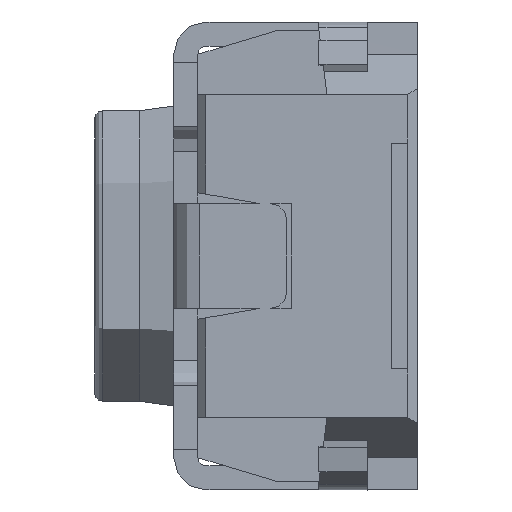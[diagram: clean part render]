
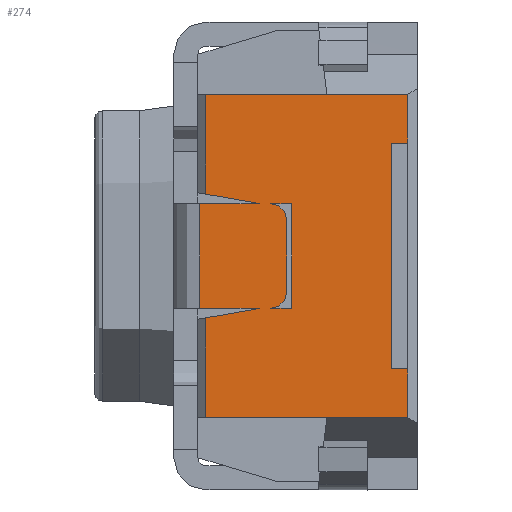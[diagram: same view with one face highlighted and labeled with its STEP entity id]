
A CAD part, left-side view. The second image highlights one B-rep face of the part: STEP entity #274.
In plain terms, the highlighted planar face has unit normal (-1, 0, 0).
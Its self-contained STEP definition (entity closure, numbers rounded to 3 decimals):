
#274=ADVANCED_FACE('NONE',(#766,#767),#768,.F.);
#766=FACE_BOUND('',#1477,.T.);
#767=FACE_OUTER_BOUND('',#1478,.T.);
#768=PLANE('',#1479);
#1477=EDGE_LOOP('',(#2222,#2223,#2224,#2225,#2226,#2227));
#1478=EDGE_LOOP('',(#2228,#2229,#2230,#2231,#2232,#2233,#2234,#2235,#2236,#2237,#2238,#2239,#2240,#2241));
#1479=AXIS2_PLACEMENT_3D('',#2242,#2243,#2244);
#2222=ORIENTED_EDGE('',*,*,#4475,.F.);
#2223=ORIENTED_EDGE('',*,*,#4476,.F.);
#2224=ORIENTED_EDGE('',*,*,#4477,.F.);
#2225=ORIENTED_EDGE('',*,*,#4478,.T.);
#2226=ORIENTED_EDGE('',*,*,#4479,.T.);
#2227=ORIENTED_EDGE('',*,*,#4480,.T.);
#2228=ORIENTED_EDGE('',*,*,#4481,.F.);
#2229=ORIENTED_EDGE('',*,*,#4482,.T.);
#2230=ORIENTED_EDGE('',*,*,#4483,.F.);
#2231=ORIENTED_EDGE('',*,*,#4484,.T.);
#2232=ORIENTED_EDGE('',*,*,#4485,.F.);
#2233=ORIENTED_EDGE('',*,*,#4486,.F.);
#2234=ORIENTED_EDGE('',*,*,#4487,.T.);
#2235=ORIENTED_EDGE('',*,*,#4488,.F.);
#2236=ORIENTED_EDGE('',*,*,#4489,.F.);
#2237=ORIENTED_EDGE('',*,*,#4490,.F.);
#2238=ORIENTED_EDGE('',*,*,#4491,.T.);
#2239=ORIENTED_EDGE('',*,*,#4492,.F.);
#2240=ORIENTED_EDGE('',*,*,#4493,.T.);
#2241=ORIENTED_EDGE('',*,*,#4494,.T.);
#2242=CARTESIAN_POINT('',(-1.95,0.78,-1.25));
#2243=DIRECTION('',(1.0,0.,0.));
#2244=DIRECTION('',(0.0,0.,1.0));
#4475=EDGE_CURVE('NONE',#5399,#5400,#5401,.T.);
#4476=EDGE_CURVE('NONE',#5402,#5399,#5403,.T.);
#4477=EDGE_CURVE('NONE',#5404,#5402,#5405,.T.);
#4478=EDGE_CURVE('NONE',#5404,#5406,#5407,.T.);
#4479=EDGE_CURVE('NONE',#5406,#5408,#5409,.T.);
#4480=EDGE_CURVE('NONE',#5408,#5400,#5410,.T.);
#4481=EDGE_CURVE('NONE',#5411,#5412,#5413,.T.);
#4482=EDGE_CURVE('NONE',#5411,#5414,#5415,.T.);
#4483=EDGE_CURVE('NONE',#5416,#5414,#5417,.T.);
#4484=EDGE_CURVE('NONE',#5416,#5418,#5419,.T.);
#4485=EDGE_CURVE('NONE',#5420,#5418,#5421,.T.);
#4486=EDGE_CURVE('NONE',#5422,#5420,#5423,.T.);
#4487=EDGE_CURVE('NONE',#5422,#5424,#5425,.T.);
#4488=EDGE_CURVE('NONE',#5426,#5424,#5427,.T.);
#4489=EDGE_CURVE('NONE',#5428,#5426,#5429,.T.);
#4490=EDGE_CURVE('NONE',#5430,#5428,#5431,.T.);
#4491=EDGE_CURVE('NONE',#5430,#5432,#5433,.T.);
#4492=EDGE_CURVE('NONE',#5434,#5432,#5435,.T.);
#4493=EDGE_CURVE('NONE',#5434,#5436,#5437,.T.);
#4494=EDGE_CURVE('NONE',#5436,#5412,#5438,.T.);
#5399=VERTEX_POINT('NONE',#6752);
#5400=VERTEX_POINT('NONE',#6753);
#5401=LINE('',#6754,#6755);
#5402=VERTEX_POINT('NONE',#6756);
#5403=CIRCLE('',#6757,0.1);
#5404=VERTEX_POINT('NONE',#6758);
#5405=LINE('',#6759,#6760);
#5406=VERTEX_POINT('NONE',#6761);
#5407=CIRCLE('',#6762,0.1);
#5408=VERTEX_POINT('NONE',#6763);
#5409=LINE('',#6764,#6765);
#5410=LINE('',#6766,#6767);
#5411=VERTEX_POINT('NONE',#6768);
#5412=VERTEX_POINT('NONE',#6769);
#5413=LINE('',#6770,#6771);
#5414=VERTEX_POINT('NONE',#6772);
#5415=LINE('',#6773,#6774);
#5416=VERTEX_POINT('NONE',#6775);
#5417=LINE('',#6776,#6777);
#5418=VERTEX_POINT('NONE',#6778);
#5419=LINE('',#6779,#6780);
#5420=VERTEX_POINT('NONE',#6781);
#5421=LINE('',#6782,#6783);
#5422=VERTEX_POINT('NONE',#6784);
#5423=LINE('',#6785,#6786);
#5424=VERTEX_POINT('NONE',#6787);
#5425=LINE('',#6788,#6789);
#5426=VERTEX_POINT('NONE',#6790);
#5427=LINE('',#6791,#6792);
#5428=VERTEX_POINT('NONE',#6793);
#5429=LINE('',#6794,#6795);
#5430=VERTEX_POINT('NONE',#6796);
#5431=LINE('',#6797,#6798);
#5432=VERTEX_POINT('NONE',#6799);
#5433=LINE('',#6800,#6801);
#5434=VERTEX_POINT('NONE',#6802);
#5435=LINE('',#6803,#6804);
#5436=VERTEX_POINT('NONE',#6805);
#5437=LINE('',#6806,#6807);
#5438=LINE('',#6808,#6809);
#6752=CARTESIAN_POINT('',(-1.95,0.91,-0.325));
#6753=CARTESIAN_POINT('',(-1.95,0.78,-0.325));
#6754=CARTESIAN_POINT('',(-1.95,1.36,-0.325));
#6755=VECTOR('',#8804,1000.0);
#6756=CARTESIAN_POINT('',(-1.95,0.81,-0.225));
#6757=AXIS2_PLACEMENT_3D('',#8805,#8806,#8807);
#6758=CARTESIAN_POINT('',(-1.95,0.81,0.225));
#6759=CARTESIAN_POINT('',(-1.95,0.81,-0.225));
#6760=VECTOR('',#8808,1000.0);
#6761=CARTESIAN_POINT('',(-1.95,0.91,0.325));
#6762=AXIS2_PLACEMENT_3D('',#8809,#8810,#8811);
#6763=CARTESIAN_POINT('',(-1.95,0.78,0.325));
#6764=CARTESIAN_POINT('',(-1.95,1.36,0.325));
#6765=VECTOR('',#8812,1000.0);
#6766=CARTESIAN_POINT('',(-1.95,0.78,-1.25));
#6767=VECTOR('',#8813,1000.0);
#6768=CARTESIAN_POINT('',(-1.95,0.98,-0.325));
#6769=CARTESIAN_POINT('',(-1.95,1.35,-0.325));
#6770=CARTESIAN_POINT('',(-1.95,0.91,-0.325));
#6771=VECTOR('',#8814,1000.0);
#6772=CARTESIAN_POINT('',(-1.95,1.31,-0.383));
#6773=CARTESIAN_POINT('',(-1.95,0.98,-0.325));
#6774=VECTOR('',#8815,1000.0);
#6775=CARTESIAN_POINT('',(-1.95,1.31,-1.0));
#6776=CARTESIAN_POINT('',(-1.95,1.31,-1.25));
#6777=VECTOR('',#8816,1000.0);
#6778=CARTESIAN_POINT('',(-1.95,0.06,-1.0));
#6779=CARTESIAN_POINT('',(-1.95,0.56,-1.0));
#6780=VECTOR('',#8817,1000.0);
#6781=CARTESIAN_POINT('',(-1.95,0.06,-0.7));
#6782=CARTESIAN_POINT('',(-1.95,0.06,-1.0));
#6783=VECTOR('',#8818,1000.0);
#6784=CARTESIAN_POINT('',(-1.95,0.16,-0.7));
#6785=CARTESIAN_POINT('',(-1.95,0.78,-0.7));
#6786=VECTOR('',#8819,1000.0);
#6787=CARTESIAN_POINT('',(-1.95,0.16,0.7));
#6788=CARTESIAN_POINT('',(-1.95,0.16,-1.25));
#6789=VECTOR('',#8820,1000.0);
#6790=CARTESIAN_POINT('',(-1.95,0.06,0.7));
#6791=CARTESIAN_POINT('',(-1.95,0.78,0.7));
#6792=VECTOR('',#8821,1000.0);
#6793=CARTESIAN_POINT('',(-1.95,0.06,1.0));
#6794=CARTESIAN_POINT('',(-1.95,0.06,-1.0));
#6795=VECTOR('',#8822,1000.0);
#6796=CARTESIAN_POINT('',(-1.95,1.31,1.0));
#6797=CARTESIAN_POINT('',(-1.95,0.56,1.0));
#6798=VECTOR('',#8823,1000.0);
#6799=CARTESIAN_POINT('',(-1.95,1.31,0.383));
#6800=CARTESIAN_POINT('',(-1.95,1.31,1.25));
#6801=VECTOR('',#8824,1000.0);
#6802=CARTESIAN_POINT('',(-1.95,0.98,0.325));
#6803=CARTESIAN_POINT('',(-1.95,0.98,0.325));
#6804=VECTOR('',#8825,1000.0);
#6805=CARTESIAN_POINT('',(-1.95,1.35,0.325));
#6806=CARTESIAN_POINT('',(-1.95,0.91,0.325));
#6807=VECTOR('',#8826,1000.0);
#6808=CARTESIAN_POINT('',(-1.95,1.35,-0.325));
#6809=VECTOR('',#8827,1000.0);
#8804=DIRECTION('',(0.0,-1.0,0.0));
#8805=CARTESIAN_POINT('',(-1.95,0.91,-0.225));
#8806=DIRECTION('',(1.0,0.,0.));
#8807=DIRECTION('',(0.,-1.0,0.0));
#8808=DIRECTION('',(0.,0.0,-1.0));
#8809=CARTESIAN_POINT('',(-1.95,0.91,0.225));
#8810=DIRECTION('',(-1.0,0.,0.));
#8811=DIRECTION('',(0.,-1.0,0.0));
#8812=DIRECTION('',(0.0,-1.0,0.0));
#8813=DIRECTION('',(0.,0.0,-1.0));
#8814=DIRECTION('',(0.,1.0,0.));
#8815=DIRECTION('',(0.0,0.985,-0.174));
#8816=DIRECTION('',(0.,0.0,1.0));
#8817=DIRECTION('',(0.0,-1.0,0.0));
#8818=DIRECTION('',(0.0,0.0,-1.0));
#8819=DIRECTION('',(0.0,-1.0,0.0));
#8820=DIRECTION('',(0.,0.0,1.0));
#8821=DIRECTION('',(0.0,1.0,0.0));
#8822=DIRECTION('',(0.0,0.0,-1.0));
#8823=DIRECTION('',(0.0,-1.0,0.0));
#8824=DIRECTION('',(0.,0.0,-1.0));
#8825=DIRECTION('',(0.0,0.985,0.174));
#8826=DIRECTION('',(0.,1.0,0.));
#8827=DIRECTION('',(0.,0.0,-1.0));
